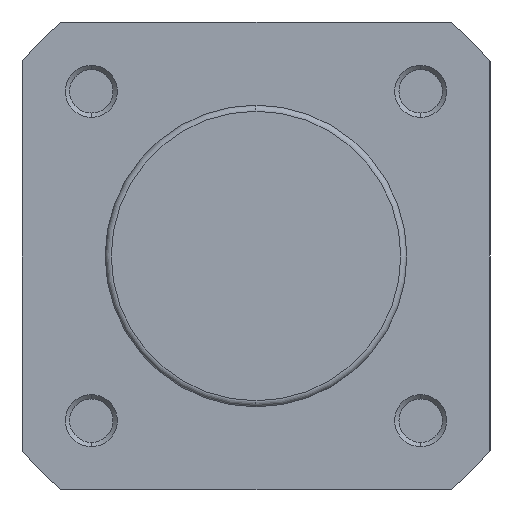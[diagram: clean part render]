
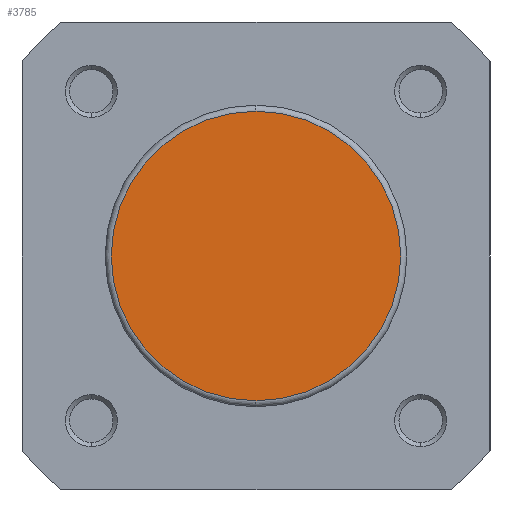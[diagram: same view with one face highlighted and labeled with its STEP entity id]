
A CAD part, left-side view. The second image highlights one B-rep face of the part: STEP entity #3785.
In plain terms, the highlighted planar face has unit normal (-1, 0, 0).
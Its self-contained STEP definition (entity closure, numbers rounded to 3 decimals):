
#174 = CIRCLE ( 'NONE', #4767, 16.7 ) ;
#703 = VERTEX_POINT ( 'NONE', #2621 ) ;
#717 = VERTEX_POINT ( 'NONE', #2635 ) ;
#954 = ORIENTED_EDGE ( 'NONE', *, *, #4498, .T. ) ;
#955 = ORIENTED_EDGE ( 'NONE', *, *, #4241, .T. ) ;
#2022 = FACE_OUTER_BOUND ( 'NONE', #4085, .T. ) ;
#2083 = CIRCLE ( 'NONE', #4645, 16.7 ) ;
#2621 = CARTESIAN_POINT ( 'NONE',  ( 0., 0., 16.7 ) ) ;
#2635 = CARTESIAN_POINT ( 'NONE',  ( 0., 0., -16.7 ) ) ;
#3467 = PLANE ( 'NONE',  #4620 ) ;
#3470 = CARTESIAN_POINT ( 'NONE',  ( 0., -17.4, 0. ) ) ;
#3476 = DIRECTION ( 'NONE',  ( -1., 0., 0. ) ) ;
#3477 = DIRECTION ( 'NONE',  ( 0., 0., 1. ) ) ;
#3579 = CARTESIAN_POINT ( 'NONE',  ( 0., 0., 0. ) ) ;
#3587 = DIRECTION ( 'NONE',  ( -1., 0., 0. ) ) ;
#3588 = DIRECTION ( 'NONE',  ( 0., 0., 1. ) ) ;
#3785 = ADVANCED_FACE ( 'NONE', ( #2022 ), #3467, .T. ) ;
#4085 = EDGE_LOOP ( 'NONE', ( #954, #955 ) ) ;
#4241 = EDGE_CURVE ( 'NONE', #717, #703, #2083, .T. ) ;
#4498 = EDGE_CURVE ( 'NONE', #703, #717, #174, .T. ) ;
#4620 = AXIS2_PLACEMENT_3D ( 'NONE', #3470, #3476, #3477 ) ;
#4645 = AXIS2_PLACEMENT_3D ( 'NONE', #3579, #3587, #3588 ) ;
#4767 = AXIS2_PLACEMENT_3D ( 'NONE', #5439, #5448, #5449 ) ;
#5439 = CARTESIAN_POINT ( 'NONE',  ( 0., 0., 0. ) ) ;
#5448 = DIRECTION ( 'NONE',  ( -1., 0., 0. ) ) ;
#5449 = DIRECTION ( 'NONE',  ( 0., 0., 1. ) ) ;
